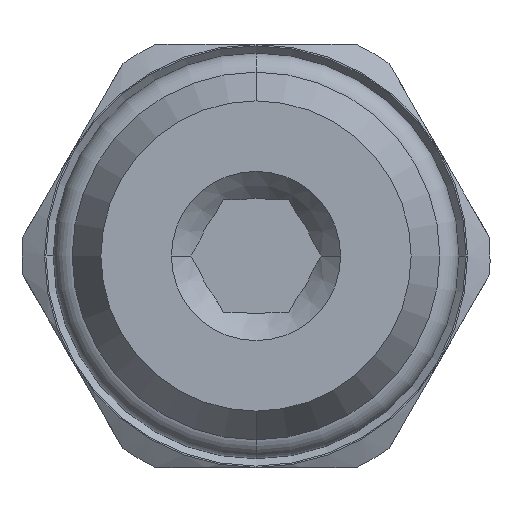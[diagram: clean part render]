
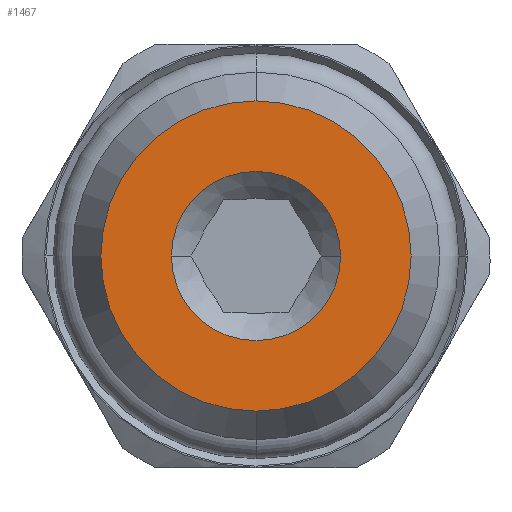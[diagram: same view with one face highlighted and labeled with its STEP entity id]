
A CAD part, front view. The second image highlights one B-rep face of the part: STEP entity #1467.
In plain terms, the highlighted planar face has unit normal (0, -1, 0).
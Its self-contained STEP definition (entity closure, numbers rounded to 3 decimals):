
#40 = ORIENTED_EDGE ( 'NONE', *, *, #2657, .F. ) ;
#41 = ORIENTED_EDGE ( 'NONE', *, *, #2676, .F. ) ;
#42 = ORIENTED_EDGE ( 'NONE', *, *, #2658, .T. ) ;
#43 = ORIENTED_EDGE ( 'NONE', *, *, #2681, .T. ) ;
#476 = VERTEX_POINT ( 'NONE', #1990 ) ;
#477 = VERTEX_POINT ( 'NONE', #1987 ) ;
#482 = VERTEX_POINT ( 'NONE', #1973 ) ;
#493 = VERTEX_POINT ( 'NONE', #1946 ) ;
#525 = EDGE_LOOP ( 'NONE', ( #42, #43 ) ) ;
#526 = EDGE_LOOP ( 'NONE', ( #40, #41 ) ) ;
#875 = CARTESIAN_POINT ( 'NONE',  ( 0., 0., 0. ) ) ;
#876 = DIRECTION ( 'NONE',  ( 0., -1., 0. ) ) ;
#877 = DIRECTION ( 'NONE',  ( 1., 0., 0. ) ) ;
#878 = CARTESIAN_POINT ( 'NONE',  ( 0., 0., 0. ) ) ;
#879 = DIRECTION ( 'NONE',  ( 0., -1., 0. ) ) ;
#880 = DIRECTION ( 'NONE',  ( 0., 0., -1. ) ) ;
#942 = CARTESIAN_POINT ( 'NONE',  ( 0., 0., 0. ) ) ;
#943 = DIRECTION ( 'NONE',  ( 0., -1., 0. ) ) ;
#944 = DIRECTION ( 'NONE',  ( 1., 0., 0. ) ) ;
#957 = CARTESIAN_POINT ( 'NONE',  ( 0., 0., 0. ) ) ;
#958 = DIRECTION ( 'NONE',  ( 0., -1., 0. ) ) ;
#959 = DIRECTION ( 'NONE',  ( 0., 0., -1. ) ) ;
#1288 = AXIS2_PLACEMENT_3D ( 'NONE', #3110, #3111, #3112 ) ;
#1467 = ADVANCED_FACE ( 'NONE', ( #2273, #2274 ), #3103, .T. ) ;
#1636 = CIRCLE ( 'NONE', #2834, 5.5 ) ;
#1638 = CIRCLE ( 'NONE', #2833, 3. ) ;
#1648 = CIRCLE ( 'NONE', #2846, 3. ) ;
#1653 = CIRCLE ( 'NONE', #2847, 5.5 ) ;
#1946 = CARTESIAN_POINT ( 'NONE',  ( 0., 0., -5.5 ) ) ;
#1973 = CARTESIAN_POINT ( 'NONE',  ( 0., 0., 5.5 ) ) ;
#1987 = CARTESIAN_POINT ( 'NONE',  ( -3., 0., 0. ) ) ;
#1990 = CARTESIAN_POINT ( 'NONE',  ( 3., 0., 0. ) ) ;
#2273 = FACE_BOUND ( 'NONE', #526, .T. ) ;
#2274 = FACE_OUTER_BOUND ( 'NONE', #525, .T. ) ;
#2657 = EDGE_CURVE ( 'NONE', #476, #477, #1638, .T. ) ;
#2658 = EDGE_CURVE ( 'NONE', #482, #493, #1636, .T. ) ;
#2676 = EDGE_CURVE ( 'NONE', #477, #476, #1648, .T. ) ;
#2681 = EDGE_CURVE ( 'NONE', #493, #482, #1653, .T. ) ;
#2833 = AXIS2_PLACEMENT_3D ( 'NONE', #875, #876, #877 ) ;
#2834 = AXIS2_PLACEMENT_3D ( 'NONE', #878, #879, #880 ) ;
#2846 = AXIS2_PLACEMENT_3D ( 'NONE', #942, #943, #944 ) ;
#2847 = AXIS2_PLACEMENT_3D ( 'NONE', #957, #958, #959 ) ;
#3103 = PLANE ( 'NONE',  #1288 ) ;
#3110 = CARTESIAN_POINT ( 'NONE',  ( 0., 0., 0. ) ) ;
#3111 = DIRECTION ( 'NONE',  ( 0., -1., 0. ) ) ;
#3112 = DIRECTION ( 'NONE',  ( 0., 0., -1. ) ) ;
